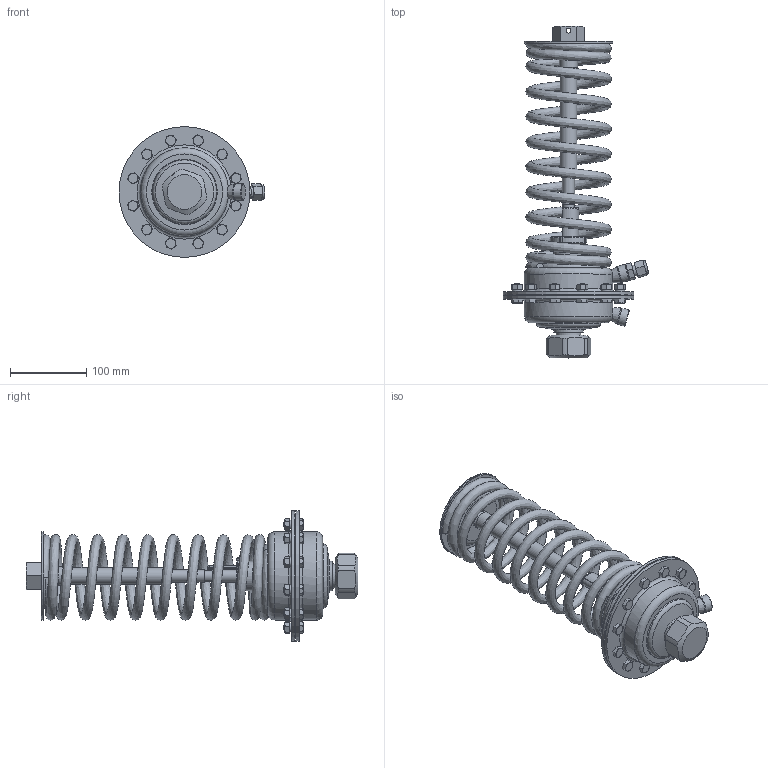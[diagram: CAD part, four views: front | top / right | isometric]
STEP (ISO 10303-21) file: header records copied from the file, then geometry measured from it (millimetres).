
FILE_DESCRIPTION (( 'STEP AP214' ), '1' );
FILE_NAME ('003G1003R.ZLSZXJG.DA1.Z80╱ZA3 自力式阀后控制执行机构组件250305.STEP', '2025-03-05T11:35:29', ( '' ), ( '' ), 'SwSTEP 2.0', 'SolidWorks 2020', '' );
FILE_SCHEMA (( 'AUTOMOTIVE_DESIGN' ));
Length unit declared in the file: millimetre
Products named in the file (1): 003G1003R.ZLSZXJG.DA1.Z80╱ZA3 自力式阀后控制执行机构组件250305
Bounding box: 191.72 x 436.28 x 172 mm (x, y, z)
Volume: 1741525 mm3; surface area: 284429 mm2
Topology: 1 solids, 16 shells, 753 faces, 1756 edges, 1099 vertices
Faces by surface type: plane 320, cone 283, cylinder 114, torus 25, bspline 11
Full cylindrical faces by diameter (mm): 6.5 x1, 8 x36, 8.5 x12, 12 x1, 13.5 x1, 14.5 x2, 16 x2, 17.4 x1, 18 x1, 18.5 x1, 20 x2, 21.8 x1, 22 x2, 24 x1, 25 x1, 28.5 x1, 30 x1, 32 x1, 38.5 x2, 116 x3, 165 x2, 172 x2
Entity records: 33931 total; most frequent: CARTESIAN_POINT 10538, ORIENTED_EDGE 2980, DIRECTION 2927, EDGE_CURVE 1490, AXIS2_PLACEMENT_3D 1275, EDGE_LOOP 1030, VERTEX_POINT 988, FACE_OUTER_BOUND 852
